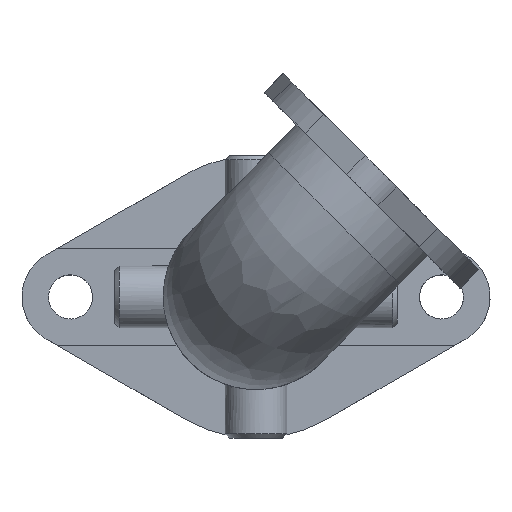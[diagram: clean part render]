
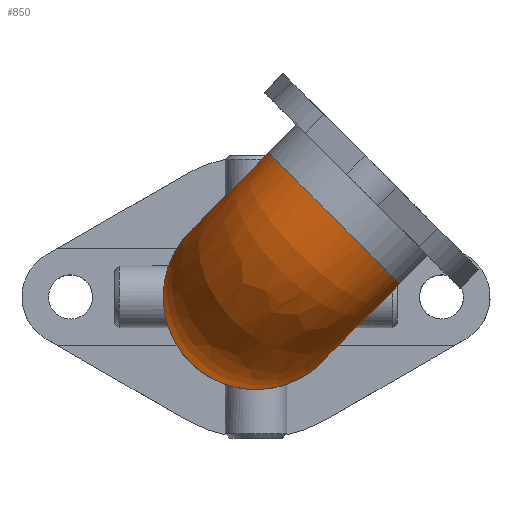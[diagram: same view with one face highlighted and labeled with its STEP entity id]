
A CAD part, top view. The second image highlights one B-rep face of the part: STEP entity #850.
In plain terms, the highlighted free-form (B-spline) face has degree [2, 2] with [3, 7] control points.
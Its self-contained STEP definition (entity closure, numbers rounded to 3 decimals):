
#355 = VERTEX_POINT('',#356);
#356 = CARTESIAN_POINT('',(23.628,0.,
    67.509));
#361 = EDGE_CURVE('',#355,#355,#362,.T.);
#362 = ( BOUNDED_CURVE() B_SPLINE_CURVE(2,(#363,#364,#365,#366,#367,#368
,#369),.UNSPECIFIED.,.T.,.F.) B_SPLINE_CURVE_WITH_KNOTS((1,2,2,2,2,1),(
    -2.094,0.,2.094,4.189,6.283,
8.378),.UNSPECIFIED.) CURVE() GEOMETRIC_REPRESENTATION_ITEM() 
RATIONAL_B_SPLINE_CURVE((1.,0.5,1.,0.5,1.,0.5,1.)) REPRESENTATION_ITEM(
  '') );
#363 = CARTESIAN_POINT('',(23.628,0.,67.509));
#364 = CARTESIAN_POINT('',(23.628,40.925,67.509)
  );
#365 = CARTESIAN_POINT('',(-11.814,20.462,
    67.509));
#366 = CARTESIAN_POINT('',(-47.256,0.,
    67.509));
#367 = CARTESIAN_POINT('',(-11.814,-20.462,
    67.509));
#368 = CARTESIAN_POINT('',(23.628,-40.925,67.509)
  );
#369 = CARTESIAN_POINT('',(23.628,0.,67.509));
#850 = ADVANCED_FACE('',(#851),#873,.T.);
#851 = FACE_BOUND('',#852,.T.);
#852 = EDGE_LOOP('',(#853,#861,#871,#872));
#853 = ORIENTED_EDGE('',*,*,#854,.T.);
#854 = EDGE_CURVE('',#355,#855,#857,.T.);
#855 = VERTEX_POINT('',#856);
#856 = CARTESIAN_POINT('',(31.704,8.076,
    78.93));
#857 = ( BOUNDED_CURVE() B_SPLINE_CURVE(2,(#858,#859,#860),
.UNSPECIFIED.,.F.,.F.) B_SPLINE_CURVE_WITH_KNOTS((3,3),(3.142,
4.712),.PIECEWISE_BEZIER_KNOTS.) CURVE() 
GEOMETRIC_REPRESENTATION_ITEM() RATIONAL_B_SPLINE_CURVE((1.,
0.707,1.)) REPRESENTATION_ITEM('') );
#858 = CARTESIAN_POINT('',(23.628,0.,
    67.509));
#859 = CARTESIAN_POINT('',(23.628,0.,
    78.93));
#860 = CARTESIAN_POINT('',(31.704,8.076,
    78.93));
#861 = ORIENTED_EDGE('',*,*,#862,.T.);
#862 = EDGE_CURVE('',#855,#855,#863,.T.);
#863 = ( BOUNDED_CURVE() B_SPLINE_CURVE(2,(#864,#865,#866,#867,#868,#869
,#870),.UNSPECIFIED.,.T.,.F.) B_SPLINE_CURVE_WITH_KNOTS((3,2,2,3),(
    3.927,6.021,8.116,10.21),
.PIECEWISE_BEZIER_KNOTS.) CURVE() GEOMETRIC_REPRESENTATION_ITEM() 
RATIONAL_B_SPLINE_CURVE((1.,0.5,1.,0.5,1.,0.5,1.)) REPRESENTATION_ITEM(
  '') );
#864 = CARTESIAN_POINT('',(31.704,8.076,
    78.93));
#865 = CARTESIAN_POINT('',(52.166,-12.387,
    107.868));
#866 = CARTESIAN_POINT('',(24.214,15.566,
    118.46));
#867 = CARTESIAN_POINT('',(-3.738,43.518,
    129.052));
#868 = CARTESIAN_POINT('',(3.752,36.028,89.522
    ));
#869 = CARTESIAN_POINT('',(11.241,28.538,
    49.991));
#870 = CARTESIAN_POINT('',(31.704,8.076,
    78.93));
#871 = ORIENTED_EDGE('',*,*,#854,.F.);
#872 = ORIENTED_EDGE('',*,*,#361,.T.);
#873 = ( BOUNDED_SURFACE() B_SPLINE_SURFACE(2,2,(
    (#874,#875,#876,#877,#878,#879,#880)
    ,(#881,#882,#883,#884,#885,#886,#887)
    ,(#888,#889,#890,#891,#892,#893,#894
)),.UNSPECIFIED.,.F.,.T.,.F.) B_SPLINE_SURFACE_WITH_KNOTS((3,3),(3,2,2,3
    ),(3.142,4.712),(-2.356,-0.262,
    1.833,3.927),.UNSPECIFIED.) 
GEOMETRIC_REPRESENTATION_ITEM() RATIONAL_B_SPLINE_SURFACE((
    (1.,0.5,1.,0.5,1.,0.5,1.)
    ,(0.707,0.354,0.707,0.354
      ,0.707,0.354,0.707)
,(1.,0.5,1.,0.5,1.,0.5,1.))) REPRESENTATION_ITEM('') SURFACE() );
#874 = CARTESIAN_POINT('',(23.628,0.,
    67.509));
#875 = CARTESIAN_POINT('',(23.628,-40.925,
    67.509));
#876 = CARTESIAN_POINT('',(-11.814,-20.462,
    67.509));
#877 = CARTESIAN_POINT('',(-47.256,0.,
    67.509));
#878 = CARTESIAN_POINT('',(-11.814,20.462,
    67.509));
#879 = CARTESIAN_POINT('',(23.628,40.925,67.509)
  );
#880 = CARTESIAN_POINT('',(23.628,0.,
    67.509));
#881 = CARTESIAN_POINT('',(23.628,0.,
    78.93));
#882 = CARTESIAN_POINT('',(23.628,-40.925,
    107.868));
#883 = CARTESIAN_POINT('',(-11.814,-20.462,
    118.46));
#884 = CARTESIAN_POINT('',(-47.256,0.,
    129.052));
#885 = CARTESIAN_POINT('',(-11.814,20.462,89.522
    ));
#886 = CARTESIAN_POINT('',(23.628,40.925,49.991)
  );
#887 = CARTESIAN_POINT('',(23.628,0.,
    78.93));
#888 = CARTESIAN_POINT('',(31.704,8.076,
    78.93));
#889 = CARTESIAN_POINT('',(52.166,-12.387,
    107.868));
#890 = CARTESIAN_POINT('',(24.214,15.566,
    118.46));
#891 = CARTESIAN_POINT('',(-3.738,43.518,
    129.052));
#892 = CARTESIAN_POINT('',(3.752,36.028,89.522
    ));
#893 = CARTESIAN_POINT('',(11.241,28.538,
    49.991));
#894 = CARTESIAN_POINT('',(31.704,8.076,
    78.93));
